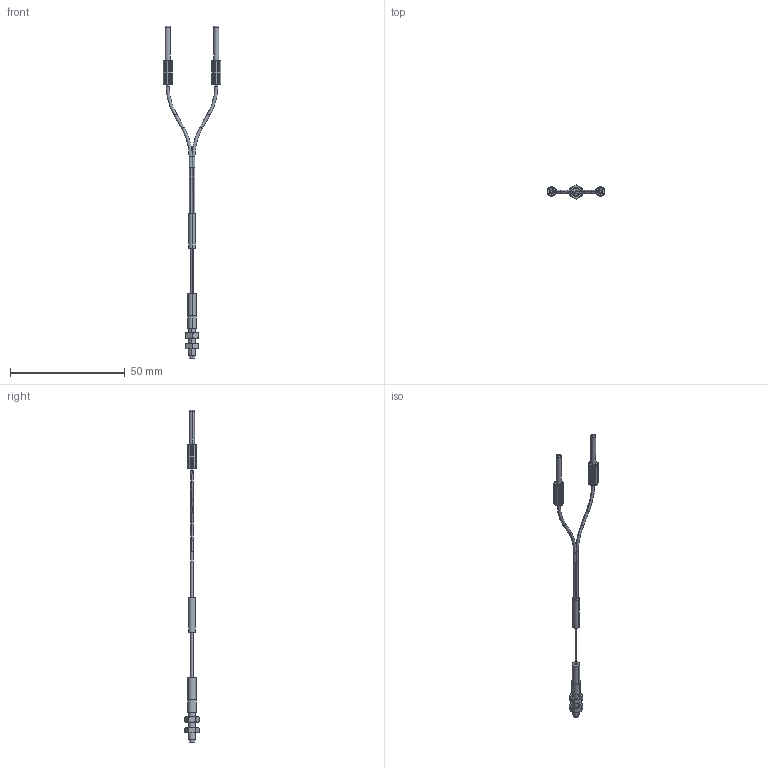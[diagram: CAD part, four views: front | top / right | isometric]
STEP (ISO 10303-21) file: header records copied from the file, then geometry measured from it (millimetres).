
FILE_DESCRIPTION((''),'2;1');
FILE_NAME('CAD2367_SW0001','2016-08-23T',('cmozuch'),(''),'PRO/ENGINEER BY PARAMETRIC TECHNOLOGY CORPORATION, 2015440','PRO/ENGINEER BY PARAMETRIC TECHNOLOGY CORPORATION, 2015440','');
FILE_SCHEMA(('CONFIG_CONTROL_DESIGN'));
Length unit declared in the file: millimetre
Products named in the file (1): CAD2367_SW0001
Bounding box: 25.26 x 6.24 x 144.92 mm (x, y, z)
Volume: 983.9 mm3; surface area: 1680.1 mm2
Topology: 1 solids, 1 shells, 363 faces, 874 edges, 531 vertices
Faces by surface type: cylinder 152, bspline 96, plane 45, torus 36, cone 34
Entity records: 21467 total; most frequent: CARTESIAN_POINT 11192, ORIENTED_EDGE 1748, DIRECTION 1420, EDGE_CURVE 874, AXIS2_PLACEMENT_3D 605, VERTEX_POINT 531, EDGE_LOOP 381, FACE_OUTER_BOUND 363
